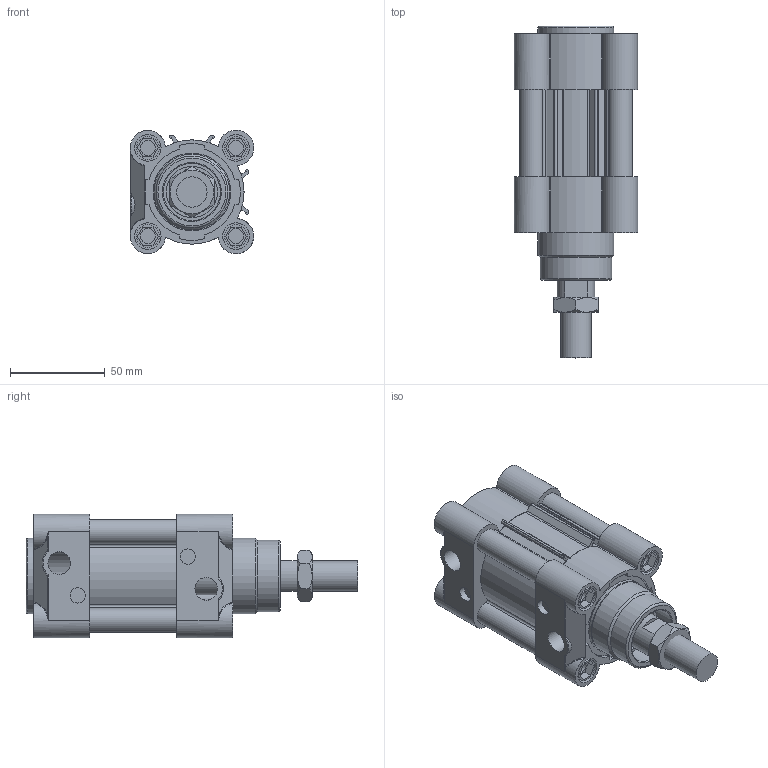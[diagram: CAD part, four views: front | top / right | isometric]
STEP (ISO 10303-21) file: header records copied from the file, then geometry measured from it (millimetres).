
FILE_DESCRIPTION(/* description */ (''),/* implementation_level */ '2;1');
FILE_NAME(/* name */ 'FMS050.0000.stp',/* time_stamp */ '2015-12-01T12:16:03+01:00',/* author */ ('beata.cwik'),/* organization */ (''),/* preprocessor_version */ 'ST-DEVELOPER v15.6',/* originating_system */ 'Autodesk Inventor 2015',/* authorisation */ '');
FILE_SCHEMA (('AUTOMOTIVE_DESIGN { 1 0 10303 214 3 1 1 }'));
Length unit declared in the file: millimetre
Products named in the file (7): Dół; Góra; NAkrętka; Śruba; Tuleja; TŁţOK; FMS050.0000
Bounding box: 65.09 x 175 x 65.18 mm (x, y, z)
Volume: 326183.2 mm3; surface area: 114120.7 mm2
Topology: 13 solids, 13 shells, 438 faces, 1075 edges, 709 vertices
Faces by surface type: plane 213, cylinder 207, bspline 8, torus 5, cone 5
Full cylindrical faces by diameter (mm): 7 x8, 8 x18, 9 x8, 12 x10, 14 x9, 16 x1, 20 x1, 27 x2, 30 x1, 37.8 x1, 40 x2, 41 x1, 43.4 x1, 50 x2
Entity records: 10530 total; most frequent: CARTESIAN_POINT 2141, DIRECTION 1825, ORIENTED_EDGE 1620, EDGE_CURVE 810, AXIS2_PLACEMENT_3D 711, VERTEX_POINT 563, EDGE_LOOP 427, LINE 403
